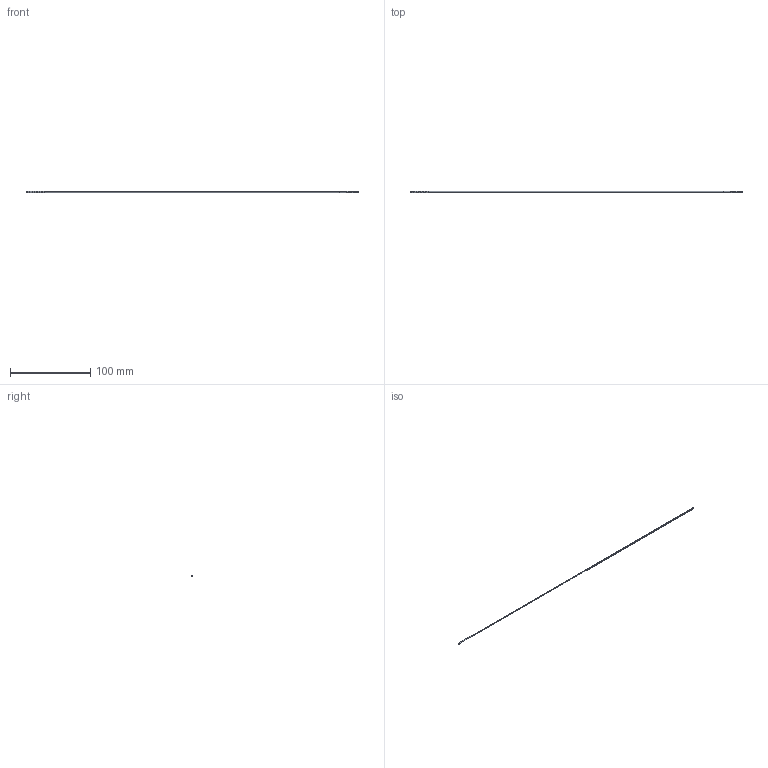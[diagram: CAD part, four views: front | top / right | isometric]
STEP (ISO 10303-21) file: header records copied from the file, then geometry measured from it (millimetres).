
FILE_DESCRIPTION (( 'STEP AP214' ), '1' );
FILE_NAME ('8247, 4 X 4 Lead Assembly with Tines, Rev. 2.1.STEP', '2025-02-14T15:43:39', ( '' ), ( '' ), 'SwSTEP 2.0', 'SolidWorks 2022', '' );
FILE_SCHEMA (( 'AUTOMOTIVE_DESIGN' ));
Length unit declared in the file: inch
Products named in the file (13): 8184, Proximal Lead Tip, Rev. 1.0; Part1^8247, 4 X 4 Lead Assembly with Tines, Rev. 2.1; 8247, 4 X 4 Lead Assembly with Tines, Rev. 2.1; 8146 Proximal Contact - 3 mm Rev 1.0; 8177 Contact, Proximal,1.50 MM. Rev 1.0; 8179, Pellethane Tube 55D. 3.00MM, Rev. 1.0; 8145 Electrode - 3 mm Rev 1.0; 8263 Peak Single Lumen Tube Rev 2.0; 8147 Distal Tip Rev 2.0; Lead Proximal End 4 Filar; 8204, Pellethane Tube 55D, 374 mm, Rev. 1.0; 8181 Pellethane 55D Tube, 1.245 MM, Rev. 1.0; 8178, Pellethane Tube 55D, 0.87MM, Rev. 1.0
Assembly tree (22 placements, depth 3):
  Part1^8247, 4 X 4 Lead Assembly with Tines, Rev. 2.1
  8247, 4 X 4 Lead Assembly with Tines, Rev. 2.1
    Lead Proximal End 4 Filar
      8177 Contact, Proximal,1.50 MM. Rev 1.0  x4
      8181 Pellethane 55D Tube, 1.245 MM, Rev. 1.0  x4
      8184, Proximal Lead Tip, Rev. 1.0
      8263 Peak Single Lumen Tube Rev 2.0
      8146 Proximal Contact - 3 mm Rev 1.0
    8145 Electrode - 3 mm Rev 1.0  x4
    8179, Pellethane Tube 55D. 3.00MM, Rev. 1.0  x3
    8147 Distal Tip Rev 2.0
    8204, Pellethane Tube 55D, 374 mm, Rev. 1.0
    8178, Pellethane Tube 55D, 0.87MM, Rev. 1.0
Bounding box: 413.5 x 1.27 x 1.27 mm (x, y, z)
Volume: 160.7 mm3; surface area: 3179 mm2
Topology: 21 solids, 21 shells, 182 faces, 450 edges, 297 vertices
Faces by surface type: cylinder 101, plane 73, cone 4, torus 4
Entity records: 3702 total; most frequent: CARTESIAN_POINT 595, DIRECTION 499, ORIENTED_EDGE 380, AXIS2_PLACEMENT_3D 211, EDGE_CURVE 190, VERTEX_POINT 125, CIRCLE 102, EDGE_LOOP 99
